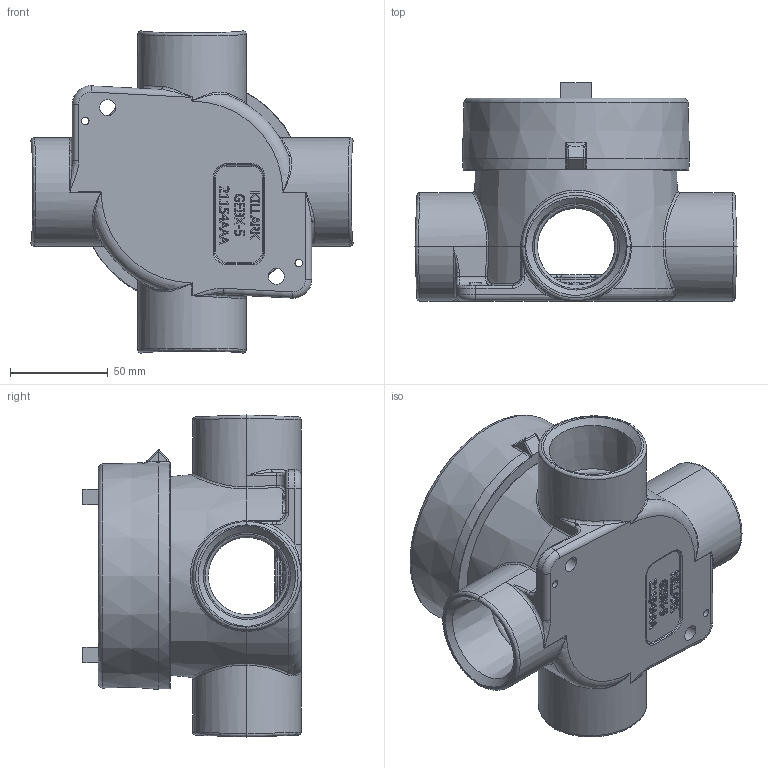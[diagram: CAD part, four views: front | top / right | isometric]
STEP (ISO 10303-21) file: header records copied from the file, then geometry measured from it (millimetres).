
FILE_DESCRIPTION(/* description */ (''),/* implementation_level */ '2;1');
FILE_NAME(/* name */ 'GEBX-5.stp',/* time_stamp */ '2021-02-26T22:26:33+06:00',/* author */ ('lsugumaran'),/* organization */ (''),/* preprocessor_version */ 'ST-DEVELOPER v18',/* originating_system */ 'Autodesk Inventor 2020',/* authorisation */ '');
FILE_SCHEMA (('AUTOMOTIVE_DESIGN { 1 0 10303 214 3 1 1 }'));
Length unit declared in the file: inch
Products named in the file (3): GEBX-2; 21154; 21147-override
Assembly tree (2 placements, depth 2):
  GEBX-2
    21154
    21147-override
Bounding box: 165.1 x 111.89 x 165.1 mm (x, y, z)
Volume: 581387 mm3; surface area: 146187.7 mm2
Topology: 2 solids, 2 shells, 862 faces, 2252 edges, 1423 vertices
Faces by surface type: plane 425, bspline 261, cylinder 95, torus 52, cone 19, sphere 10
Full cylindrical faces by diameter (mm): 3.886 x2, 8.153 x2, 39.573 x4, 97.104 x1, 102.743 x1
Entity records: 59259 total; most frequent: CARTESIAN_POINT 39523, ORIENTED_EDGE 4476, DIRECTION 3365, EDGE_CURVE 2238, VERTEX_POINT 1423, LINE 1299, VECTOR 1299, AXIS2_PLACEMENT_3D 1033
